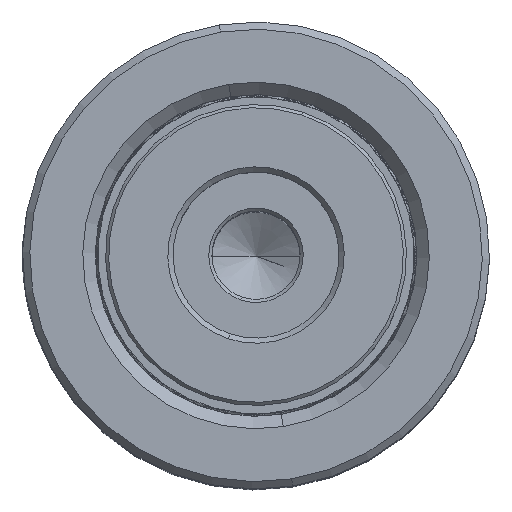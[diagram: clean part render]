
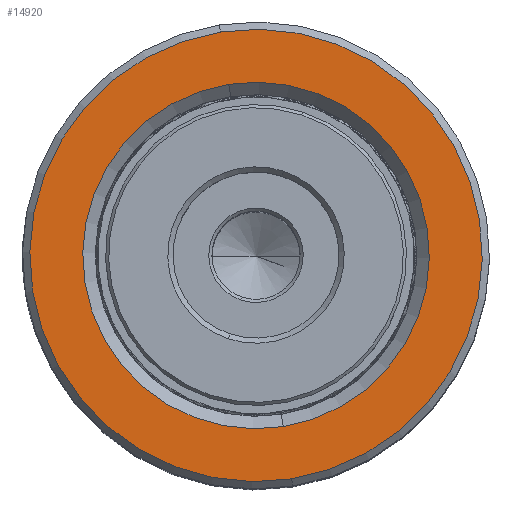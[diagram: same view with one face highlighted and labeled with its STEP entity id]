
A CAD part, top view. The second image highlights one B-rep face of the part: STEP entity #14920.
In plain terms, the highlighted planar face has unit normal (0, 0, 1).
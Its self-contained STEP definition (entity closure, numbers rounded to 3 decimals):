
#754 = CIRCLE ( 'NONE', #19933, 16.7 ) ;
#1418 = DIRECTION ( 'NONE',  ( 1., 0., 0. ) ) ;
#4889 = PLANE ( 'NONE',  #33592 ) ;
#5828 = EDGE_LOOP ( 'NONE', ( #15184, #15490 ) ) ;
#8593 = CIRCLE ( 'NONE', #9434, 21.8 ) ;
#9434 = AXIS2_PLACEMENT_3D ( 'NONE', #9609, #18249, #45969 ) ;
#9609 = CARTESIAN_POINT ( 'NONE',  ( 0., 0., 60. ) ) ;
#10094 = AXIS2_PLACEMENT_3D ( 'NONE', #45775, #45255, #49949 ) ;
#11169 = EDGE_CURVE ( 'NONE', #21746, #25981, #754, .T. ) ;
#11612 = DIRECTION ( 'NONE',  ( 1., 0., 0. ) ) ;
#14920 = ADVANCED_FACE ( 'NONE', ( #31949, #21999 ), #4889, .T. ) ;
#15184 = ORIENTED_EDGE ( 'NONE', *, *, #11169, .T. ) ;
#15490 = ORIENTED_EDGE ( 'NONE', *, *, #34096, .T. ) ;
#17343 = CARTESIAN_POINT ( 'NONE',  ( 0., 0., 60. ) ) ;
#18210 = CARTESIAN_POINT ( 'NONE',  ( 21.8, 0., 60. ) ) ;
#18249 = DIRECTION ( 'NONE',  ( 0., 0., 1. ) ) ;
#19933 = AXIS2_PLACEMENT_3D ( 'NONE', #31342, #51137, #11612 ) ;
#21711 = CARTESIAN_POINT ( 'NONE',  ( -21.8, 0., 60. ) ) ;
#21746 = VERTEX_POINT ( 'NONE', #26255 ) ;
#21999 = FACE_BOUND ( 'NONE', #5828, .T. ) ;
#24665 = CARTESIAN_POINT ( 'NONE',  ( 0., 0., 60. ) ) ;
#24773 = DIRECTION ( 'NONE',  ( 0., 0., 1. ) ) ;
#25002 = DIRECTION ( 'NONE',  ( 1., 0., 0. ) ) ;
#25435 = CIRCLE ( 'NONE', #35858, 21.8 ) ;
#25981 = VERTEX_POINT ( 'NONE', #43316 ) ;
#26255 = CARTESIAN_POINT ( 'NONE',  ( 16.7, 0., 60. ) ) ;
#26756 = EDGE_CURVE ( 'NONE', #42326, #42940, #25435, .T. ) ;
#27876 = ORIENTED_EDGE ( 'NONE', *, *, #31598, .T. ) ;
#31342 = CARTESIAN_POINT ( 'NONE',  ( 0., 0., 60. ) ) ;
#31598 = EDGE_CURVE ( 'NONE', #42940, #42326, #8593, .T. ) ;
#31949 = FACE_OUTER_BOUND ( 'NONE', #41011, .T. ) ;
#32456 = DIRECTION ( 'NONE',  ( 0., 0., 1. ) ) ;
#33592 = AXIS2_PLACEMENT_3D ( 'NONE', #17343, #24773, #1418 ) ;
#34096 = EDGE_CURVE ( 'NONE', #25981, #21746, #39610, .T. ) ;
#35858 = AXIS2_PLACEMENT_3D ( 'NONE', #24665, #32456, #25002 ) ;
#39610 = CIRCLE ( 'NONE', #10094, 16.7 ) ;
#41011 = EDGE_LOOP ( 'NONE', ( #48766, #27876 ) ) ;
#42326 = VERTEX_POINT ( 'NONE', #21711 ) ;
#42940 = VERTEX_POINT ( 'NONE', #18210 ) ;
#43316 = CARTESIAN_POINT ( 'NONE',  ( -16.7, 0., 60. ) ) ;
#45255 = DIRECTION ( 'NONE',  ( 0., 0., -1. ) ) ;
#45775 = CARTESIAN_POINT ( 'NONE',  ( 0., 0., 60. ) ) ;
#45969 = DIRECTION ( 'NONE',  ( 1., 0., 0. ) ) ;
#48766 = ORIENTED_EDGE ( 'NONE', *, *, #26756, .T. ) ;
#49949 = DIRECTION ( 'NONE',  ( 1., 0., 0. ) ) ;
#51137 = DIRECTION ( 'NONE',  ( 0., 0., -1. ) ) ;
